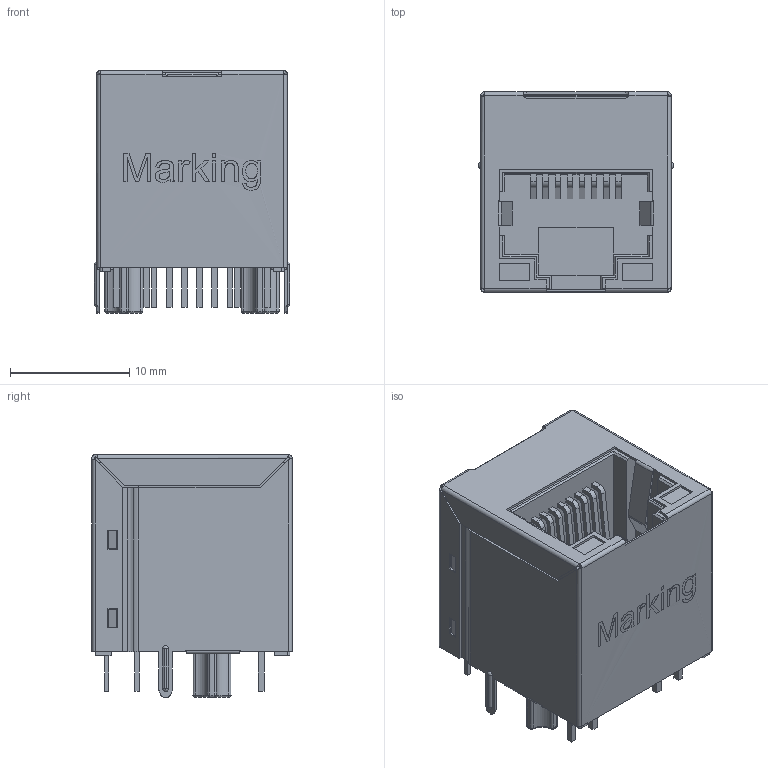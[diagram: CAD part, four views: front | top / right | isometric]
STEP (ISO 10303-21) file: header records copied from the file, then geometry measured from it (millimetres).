
FILE_DESCRIPTION(/* description */ ('Unknown'),/* implementation_level */ '2;1');
FILE_NAME(/* name */ 'T_Wurth_WE-RJ45LAN_74991104402',/* time_stamp */ '2025-08-21T17:00:31+08:00',/* author */ ('Unknown'),/* organization */ ('Unknown'),/* preprocessor_version */ 'ST-DEVELOPER v19.4',/* originating_system */ 'Solid Edge',/* authorisation */ 'Unknown');
FILE_SCHEMA (('AUTOMOTIVE_DESIGN {1 0 10303 214 3 1 1}'));
Length unit declared in the file: millimetre
Products named in the file (2): T_Wurth_WE-RJ45LAN_74991104402
Assembly tree (1 placements, depth 2):
  T_Wurth_WE-RJ45LAN_74991104402
    T_Wurth_WE-RJ45LAN_74991104402
Bounding box: 16.4 x 16.82 x 20.4 mm (x, y, z)
Volume: 3340.7 mm3; surface area: 5051.2 mm2
Topology: 2 solids, 2 shells, 721 faces, 1909 edges, 1198 vertices
Faces by surface type: plane 485, cylinder 162, torus 32, sphere 24, bspline 18
Entity records: 27607 total; most frequent: CARTESIAN_POINT 4658, ORIENTED_EDGE 3768, DIRECTION 3545, EDGE_CURVE 1884, LINE 1351, VECTOR 1351, VERTEX_POINT 1198, AXIS2_PLACEMENT_3D 1097
